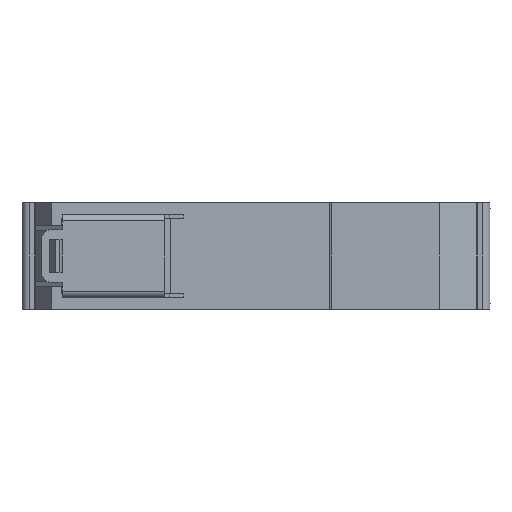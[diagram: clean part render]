
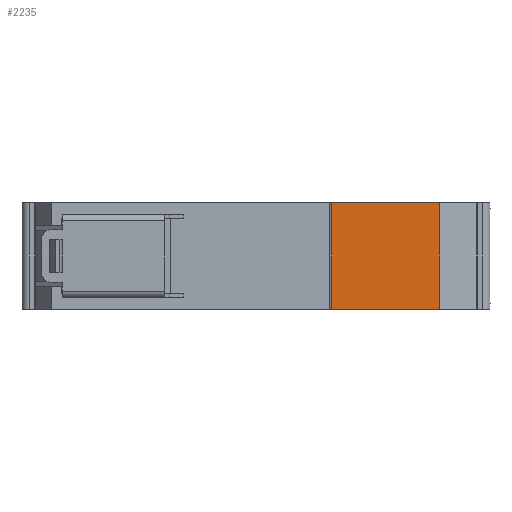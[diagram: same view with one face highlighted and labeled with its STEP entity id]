
A CAD part, front view. The second image highlights one B-rep face of the part: STEP entity #2235.
In plain terms, the highlighted planar face has unit normal (0, -1, 0).
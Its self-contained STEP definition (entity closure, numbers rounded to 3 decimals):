
#12 = DIRECTION ( 'NONE',  ( 0., 0., 1. ) ) ;
#402 = EDGE_CURVE ( 'NONE', #4172, #1406, #4749, .T. ) ;
#460 = CARTESIAN_POINT ( 'NONE',  ( 38.838, -4., 0.05 ) ) ;
#592 = EDGE_CURVE ( 'NONE', #1406, #5303, #2329, .T. ) ;
#733 = LINE ( 'NONE', #6289, #4520 ) ;
#953 = VECTOR ( 'NONE', #12, 1000. ) ;
#1030 = VECTOR ( 'NONE', #4459, 1000. ) ;
#1237 = ORIENTED_EDGE ( 'NONE', *, *, #592, .F. ) ;
#1406 = VERTEX_POINT ( 'NONE', #5450 ) ;
#1515 = CARTESIAN_POINT ( 'NONE',  ( 16., -4., 0.05 ) ) ;
#2235 = ADVANCED_FACE ( 'NONE', ( #3738 ), #2430, .F. ) ;
#2246 = EDGE_LOOP ( 'NONE', ( #3575, #2763, #2450, #1237 ) ) ;
#2329 = LINE ( 'NONE', #2941, #1030 ) ;
#2430 = PLANE ( 'NONE',  #2510 ) ;
#2450 = ORIENTED_EDGE ( 'NONE', *, *, #3496, .F. ) ;
#2493 = VECTOR ( 'NONE', #4701, 1000. ) ;
#2510 = AXIS2_PLACEMENT_3D ( 'NONE', #460, #2923, #6451 ) ;
#2635 = VERTEX_POINT ( 'NONE', #6121 ) ;
#2750 = DIRECTION ( 'NONE',  ( 0., 0., -1. ) ) ;
#2763 = ORIENTED_EDGE ( 'NONE', *, *, #3007, .F. ) ;
#2799 = LINE ( 'NONE', #5031, #2493 ) ;
#2923 = DIRECTION ( 'NONE',  ( 0., 1., 0. ) ) ;
#2941 = CARTESIAN_POINT ( 'NONE',  ( 0., -4., 22.55 ) ) ;
#3007 = EDGE_CURVE ( 'NONE', #2635, #4172, #2799, .T. ) ;
#3453 = CARTESIAN_POINT ( 'NONE',  ( 16., -4., 11.3 ) ) ;
#3496 = EDGE_CURVE ( 'NONE', #5303, #2635, #733, .T. ) ;
#3575 = ORIENTED_EDGE ( 'NONE', *, *, #402, .F. ) ;
#3738 = FACE_OUTER_BOUND ( 'NONE', #2246, .T. ) ;
#4172 = VERTEX_POINT ( 'NONE', #1515 ) ;
#4459 = DIRECTION ( 'NONE',  ( 1., 0., 0. ) ) ;
#4520 = VECTOR ( 'NONE', #2750, 1000. ) ;
#4701 = DIRECTION ( 'NONE',  ( -1., 0., 0. ) ) ;
#4749 = LINE ( 'NONE', #3453, #953 ) ;
#5031 = CARTESIAN_POINT ( 'NONE',  ( 0., -4., 0.05 ) ) ;
#5303 = VERTEX_POINT ( 'NONE', #5354 ) ;
#5354 = CARTESIAN_POINT ( 'NONE',  ( 38.838, -4., 22.55 ) ) ;
#5450 = CARTESIAN_POINT ( 'NONE',  ( 16., -4., 22.55 ) ) ;
#6121 = CARTESIAN_POINT ( 'NONE',  ( 38.838, -4., 0.05 ) ) ;
#6289 = CARTESIAN_POINT ( 'NONE',  ( 38.838, -4., 11.3 ) ) ;
#6451 = DIRECTION ( 'NONE',  ( -1., 0., 0. ) ) ;
